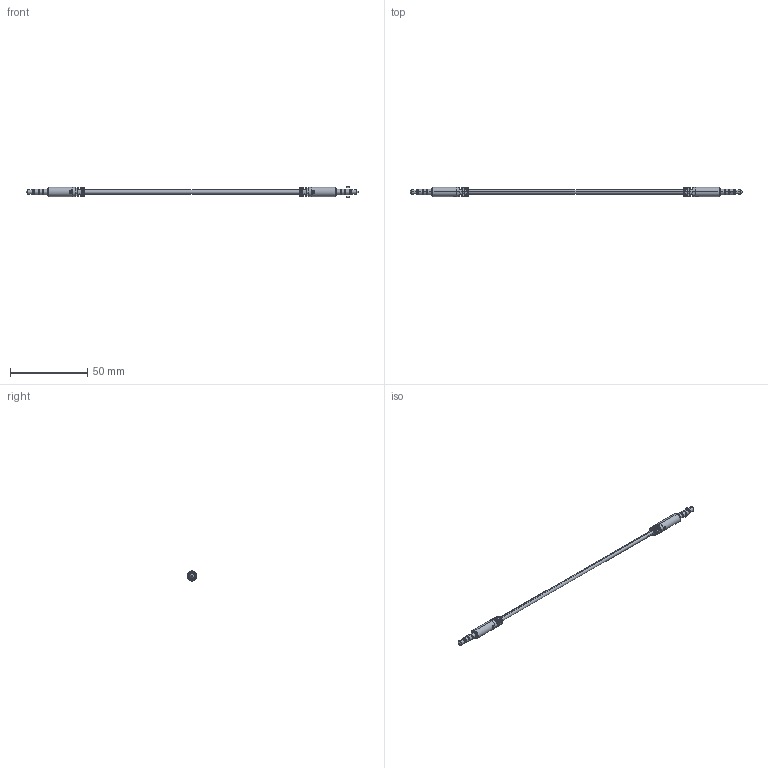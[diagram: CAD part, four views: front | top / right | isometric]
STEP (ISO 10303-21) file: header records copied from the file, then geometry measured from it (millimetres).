
FILE_DESCRIPTION (( 'STEP AP203' ), '1' );
FILE_NAME ('10-02048.STEP', '2016-09-20T19:25:39', ( '' ), ( '' ), 'SwSTEP 2.0', 'SolidWorks 2015', '' );
FILE_SCHEMA (( 'CONFIG_CONTROL_DESIGN' ));
Length unit declared in the file: millimetre
Products named in the file (4): 30-00495_blunt cut; 24-00028; 50-00501; 10-02048
Assembly tree (5 placements, depth 2):
  10-02048
    30-00495_blunt cut
    24-00028  x2
    50-00501  x2
Bounding box: 214.6 x 6 x 6.7 mm (x, y, z)
Volume: 2429.9 mm3; surface area: 15258.4 mm2
Topology: 193 solids, 193 shells, 1472 faces, 3124 edges, 2072 vertices
Faces by surface type: cylinder 834, plane 606, cone 20, bspline 8, torus 4
Entity records: 36286 total; most frequent: DIRECTION 6845, CARTESIAN_POINT 6330, ORIENTED_EDGE 5362, AXIS2_PLACEMENT_3D 2952, EDGE_CURVE 2681, VERTEX_POINT 1782, EDGE_LOOP 1683, CIRCLE 1650
